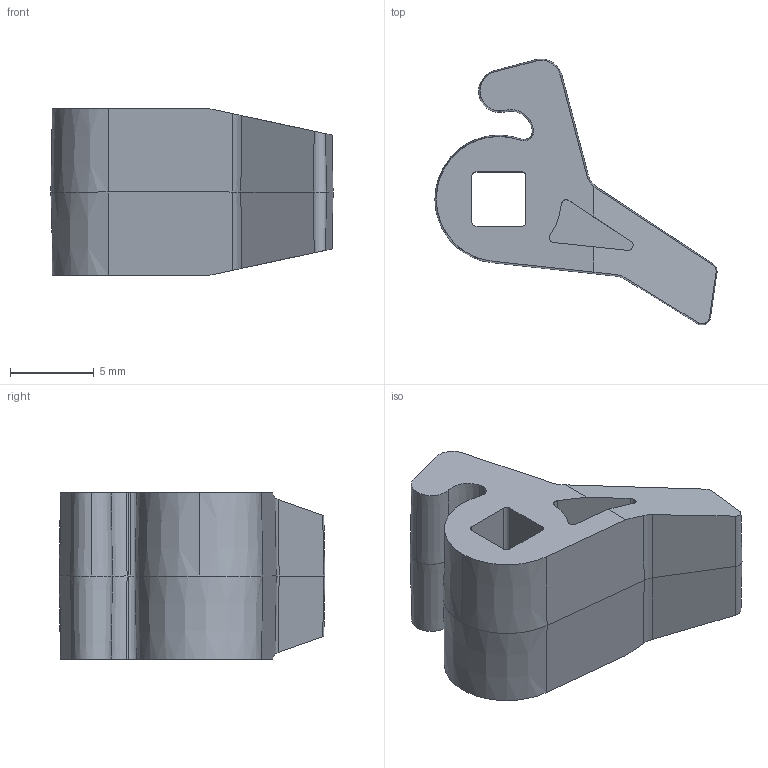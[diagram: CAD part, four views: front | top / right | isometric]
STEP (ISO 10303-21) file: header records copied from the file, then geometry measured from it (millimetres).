
FILE_DESCRIPTION (( 'STEP AP203' ), '1' );
FILE_NAME ('276-1546-004 Rev2.STEP', '2010-12-13T22:19:02', ( '' ), ( '' ), 'SwSTEP 2.0', 'SolidWorks 2010', '' );
FILE_SCHEMA (( 'CONFIG_CONTROL_DESIGN' ));
Length unit declared in the file: inch
Products named in the file (1): 276-1546-004 Rev2
Bounding box: 16.8 x 15.83 x 9.91 mm (x, y, z)
Volume: 899 mm3; surface area: 959.1 mm2
Topology: 1 solids, 1 shells, 64 faces, 170 edges, 108 vertices
Faces by surface type: plane 28, cone 22, cylinder 14
Entity records: 2063 total; most frequent: CARTESIAN_POINT 376, DIRECTION 343, ORIENTED_EDGE 340, EDGE_CURVE 170, AXIS2_PLACEMENT_3D 119, VERTEX_POINT 108, VECTOR 105, LINE 105
